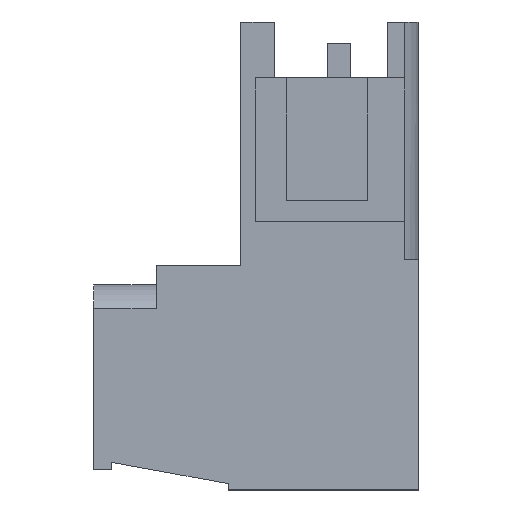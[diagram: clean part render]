
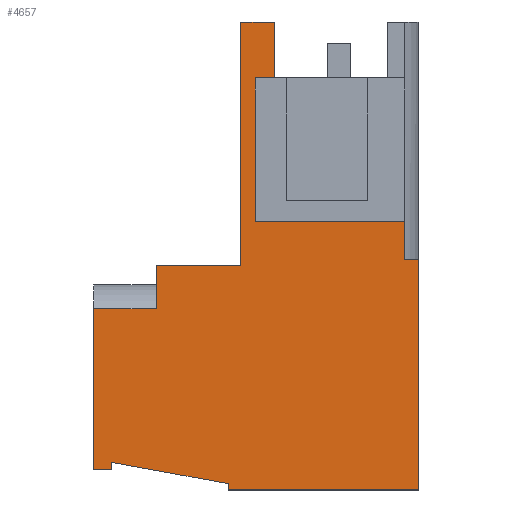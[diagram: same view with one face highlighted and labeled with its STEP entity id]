
A CAD part, left-side view. The second image highlights one B-rep face of the part: STEP entity #4657.
In plain terms, the highlighted planar face has unit normal (-1, 0, 0).
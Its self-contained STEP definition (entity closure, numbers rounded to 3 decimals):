
#2255=AXIS2_PLACEMENT_3D('Plane Axis2P3D',#2252,#2253,#2254) ;
#2237=CARTESIAN_POINT('Vertex',(0.98,6.785,19.415)) ;
#2252=CARTESIAN_POINT('Axis2P3D Location',(0.98,3.66,22.05)) ;
#2357=CARTESIAN_POINT('Vertex',(0.98,0.65,12.635)) ;
#2360=CARTESIAN_POINT('Line Origine',(0.98,0.65,11.743)) ;
#2364=CARTESIAN_POINT('Vertex',(0.98,0.65,10.85)) ;
#2422=CARTESIAN_POINT('Vertex',(0.98,6.785,22.05)) ;
#2425=CARTESIAN_POINT('Line Origine',(0.98,6.785,20.732)) ;
#3176=CARTESIAN_POINT('Line Origine',(0.98,7.23,19.415)) ;
#3180=CARTESIAN_POINT('Vertex',(0.98,7.675,19.415)) ;
#4436=CARTESIAN_POINT('Line Origine',(0.98,0.325,10.85)) ;
#4440=CARTESIAN_POINT('Vertex',(0.98,0.,10.85)) ;
#4535=CARTESIAN_POINT('Vertex',(0.98,7.675,12.635)) ;
#4538=CARTESIAN_POINT('Line Origine',(0.98,4.163,12.635)) ;
#4550=CARTESIAN_POINT('Line Origine',(0.98,7.675,16.025)) ;
#4555=CARTESIAN_POINT('Line Origine',(0.98,7.575,22.05)) ;
#4559=CARTESIAN_POINT('Vertex',(0.98,8.365,22.05)) ;
#4562=CARTESIAN_POINT('Line Origine',(0.98,8.365,16.318)) ;
#4566=CARTESIAN_POINT('Vertex',(0.98,8.365,10.586)) ;
#4569=CARTESIAN_POINT('Line Origine',(0.98,10.358,10.586)) ;
#4573=CARTESIAN_POINT('Vertex',(0.98,12.35,10.586)) ;
#4576=CARTESIAN_POINT('Line Origine',(0.98,12.35,9.568)) ;
#4580=CARTESIAN_POINT('Vertex',(0.98,12.35,8.55)) ;
#4583=CARTESIAN_POINT('Line Origine',(0.98,13.825,8.55)) ;
#4587=CARTESIAN_POINT('Vertex',(0.98,15.3,8.55)) ;
#4590=CARTESIAN_POINT('Line Origine',(0.98,15.3,4.75)) ;
#4594=CARTESIAN_POINT('Vertex',(0.98,15.3,0.95)) ;
#4597=CARTESIAN_POINT('Line Origine',(0.98,14.875,0.95)) ;
#4601=CARTESIAN_POINT('Vertex',(0.98,14.45,0.95)) ;
#4604=CARTESIAN_POINT('Line Origine',(0.98,14.45,1.127)) ;
#4608=CARTESIAN_POINT('Vertex',(0.98,14.45,1.303)) ;
#4611=CARTESIAN_POINT('Line Origine',(0.98,11.705,0.801)) ;
#4615=CARTESIAN_POINT('Vertex',(0.98,8.961,0.299)) ;
#4618=CARTESIAN_POINT('Line Origine',(0.98,8.961,0.149)) ;
#4622=CARTESIAN_POINT('Vertex',(0.98,8.961,0.)) ;
#4625=CARTESIAN_POINT('Line Origine',(0.98,4.48,0.)) ;
#4629=CARTESIAN_POINT('Vertex',(0.98,0.,0.)) ;
#4632=CARTESIAN_POINT('Line Origine',(0.98,0.,5.425)) ;
#2253=DIRECTION('Axis2P3D Direction',(1.,0.,0.)) ;
#2254=DIRECTION('Axis2P3D XDirection',(0.,1.,0.)) ;
#2361=DIRECTION('Vector Direction',(0.,0.,-1.)) ;
#2426=DIRECTION('Vector Direction',(0.,0.,1.)) ;
#3177=DIRECTION('Vector Direction',(0.,-1.,0.)) ;
#4437=DIRECTION('Vector Direction',(0.,-1.,0.)) ;
#4539=DIRECTION('Vector Direction',(0.,-1.,0.)) ;
#4551=DIRECTION('Vector Direction',(0.,0.,-1.)) ;
#4556=DIRECTION('Vector Direction',(0.,-1.,0.)) ;
#4563=DIRECTION('Vector Direction',(0.,0.,-1.)) ;
#4570=DIRECTION('Vector Direction',(0.,-1.,0.)) ;
#4577=DIRECTION('Vector Direction',(0.,0.,1.)) ;
#4584=DIRECTION('Vector Direction',(0.,-1.,0.)) ;
#4591=DIRECTION('Vector Direction',(0.,0.,1.)) ;
#4598=DIRECTION('Vector Direction',(0.,1.,0.)) ;
#4605=DIRECTION('Vector Direction',(0.,0.,-1.)) ;
#4612=DIRECTION('Vector Direction',(0.,-0.984,-0.18)) ;
#4619=DIRECTION('Vector Direction',(0.,0.,-1.)) ;
#4626=DIRECTION('Vector Direction',(0.,-1.,0.)) ;
#4633=DIRECTION('Vector Direction',(0.,0.,-1.)) ;
#2362=VECTOR('Line Direction',#2361,1.) ;
#2427=VECTOR('Line Direction',#2426,1.) ;
#3178=VECTOR('Line Direction',#3177,1.) ;
#4438=VECTOR('Line Direction',#4437,1.) ;
#4540=VECTOR('Line Direction',#4539,1.) ;
#4552=VECTOR('Line Direction',#4551,1.) ;
#4557=VECTOR('Line Direction',#4556,1.) ;
#4564=VECTOR('Line Direction',#4563,1.) ;
#4571=VECTOR('Line Direction',#4570,1.) ;
#4578=VECTOR('Line Direction',#4577,1.) ;
#4585=VECTOR('Line Direction',#4584,1.) ;
#4592=VECTOR('Line Direction',#4591,1.) ;
#4599=VECTOR('Line Direction',#4598,1.) ;
#4606=VECTOR('Line Direction',#4605,1.) ;
#4613=VECTOR('Line Direction',#4612,1.) ;
#4620=VECTOR('Line Direction',#4619,1.) ;
#4627=VECTOR('Line Direction',#4626,1.) ;
#4634=VECTOR('Line Direction',#4633,1.) ;
#4638=ORIENTED_EDGE('',*,*,#4542,.F.) ;
#4639=ORIENTED_EDGE('',*,*,#4554,.T.) ;
#4640=ORIENTED_EDGE('',*,*,#3182,.T.) ;
#4641=ORIENTED_EDGE('',*,*,#2429,.T.) ;
#4642=ORIENTED_EDGE('',*,*,#4561,.F.) ;
#4643=ORIENTED_EDGE('',*,*,#4568,.T.) ;
#4644=ORIENTED_EDGE('',*,*,#4575,.F.) ;
#4645=ORIENTED_EDGE('',*,*,#4582,.F.) ;
#4646=ORIENTED_EDGE('',*,*,#4589,.F.) ;
#4647=ORIENTED_EDGE('',*,*,#4596,.F.) ;
#4648=ORIENTED_EDGE('',*,*,#4603,.F.) ;
#4649=ORIENTED_EDGE('',*,*,#4610,.F.) ;
#4650=ORIENTED_EDGE('',*,*,#4617,.T.) ;
#4651=ORIENTED_EDGE('',*,*,#4624,.T.) ;
#4652=ORIENTED_EDGE('',*,*,#4631,.T.) ;
#4653=ORIENTED_EDGE('',*,*,#4636,.F.) ;
#4654=ORIENTED_EDGE('',*,*,#4442,.F.) ;
#4655=ORIENTED_EDGE('',*,*,#2366,.F.) ;
#4657=ADVANCED_FACE('HOUSING',(#4656),#2256,.F.) ;
#2366=EDGE_CURVE('',#2358,#2365,#2363,.T.) ;
#2429=EDGE_CURVE('',#2238,#2423,#2428,.T.) ;
#3182=EDGE_CURVE('',#3181,#2238,#3179,.T.) ;
#4442=EDGE_CURVE('',#2365,#4441,#4439,.T.) ;
#4542=EDGE_CURVE('',#4536,#2358,#4541,.T.) ;
#4554=EDGE_CURVE('',#4536,#3181,#4553,.F.) ;
#4561=EDGE_CURVE('',#4560,#2423,#4558,.T.) ;
#4568=EDGE_CURVE('',#4560,#4567,#4565,.T.) ;
#4575=EDGE_CURVE('',#4574,#4567,#4572,.T.) ;
#4582=EDGE_CURVE('',#4581,#4574,#4579,.T.) ;
#4589=EDGE_CURVE('',#4588,#4581,#4586,.T.) ;
#4596=EDGE_CURVE('',#4595,#4588,#4593,.T.) ;
#4603=EDGE_CURVE('',#4602,#4595,#4600,.T.) ;
#4610=EDGE_CURVE('',#4609,#4602,#4607,.T.) ;
#4617=EDGE_CURVE('',#4609,#4616,#4614,.T.) ;
#4624=EDGE_CURVE('',#4616,#4623,#4621,.T.) ;
#4631=EDGE_CURVE('',#4623,#4630,#4628,.T.) ;
#4636=EDGE_CURVE('',#4441,#4630,#4635,.T.) ;
#4637=EDGE_LOOP('',(#4638,#4639,#4640,#4641,#4642,#4643,#4644,#4645,#4646,#4647,#4648,#4649,#4650,#4651,#4652,#4653,#4654,#4655)) ;
#4656=FACE_OUTER_BOUND('',#4637,.T.) ;
#2363=LINE('Line',#2360,#2362) ;
#2428=LINE('Line',#2425,#2427) ;
#3179=LINE('Line',#3176,#3178) ;
#4439=LINE('Line',#4436,#4438) ;
#4541=LINE('Line',#4538,#4540) ;
#4553=LINE('Line',#4550,#4552) ;
#4558=LINE('Line',#4555,#4557) ;
#4565=LINE('Line',#4562,#4564) ;
#4572=LINE('Line',#4569,#4571) ;
#4579=LINE('Line',#4576,#4578) ;
#4586=LINE('Line',#4583,#4585) ;
#4593=LINE('Line',#4590,#4592) ;
#4600=LINE('Line',#4597,#4599) ;
#4607=LINE('Line',#4604,#4606) ;
#4614=LINE('Line',#4611,#4613) ;
#4621=LINE('Line',#4618,#4620) ;
#4628=LINE('Line',#4625,#4627) ;
#4635=LINE('Line',#4632,#4634) ;
#2256=PLANE('',#2255) ;
#2238=VERTEX_POINT('',#2237) ;
#2358=VERTEX_POINT('',#2357) ;
#2365=VERTEX_POINT('',#2364) ;
#2423=VERTEX_POINT('',#2422) ;
#3181=VERTEX_POINT('',#3180) ;
#4441=VERTEX_POINT('',#4440) ;
#4536=VERTEX_POINT('',#4535) ;
#4560=VERTEX_POINT('',#4559) ;
#4567=VERTEX_POINT('',#4566) ;
#4574=VERTEX_POINT('',#4573) ;
#4581=VERTEX_POINT('',#4580) ;
#4588=VERTEX_POINT('',#4587) ;
#4595=VERTEX_POINT('',#4594) ;
#4602=VERTEX_POINT('',#4601) ;
#4609=VERTEX_POINT('',#4608) ;
#4616=VERTEX_POINT('',#4615) ;
#4623=VERTEX_POINT('',#4622) ;
#4630=VERTEX_POINT('',#4629) ;
